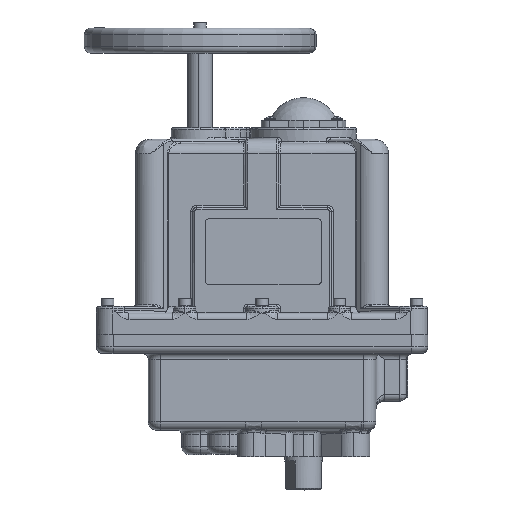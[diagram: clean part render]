
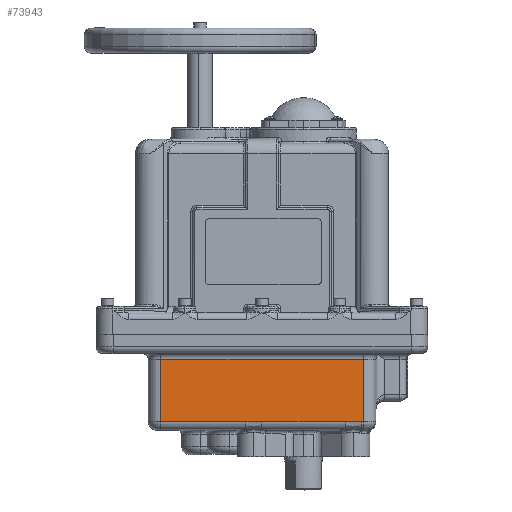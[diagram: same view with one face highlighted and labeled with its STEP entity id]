
A CAD part, top view. The second image highlights one B-rep face of the part: STEP entity #73943.
In plain terms, the highlighted planar face has unit normal (0, 0, 1).
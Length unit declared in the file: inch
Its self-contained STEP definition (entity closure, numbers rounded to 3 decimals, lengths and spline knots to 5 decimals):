
#561 = CARTESIAN_POINT ( 'NONE',  ( 1.45961, 1.05493, 2.187 ) ) ;
#1107 = CARTESIAN_POINT ( 'NONE',  ( 1.66201, 1.0607, 2.187 ) ) ;
#1563 = B_SPLINE_CURVE_WITH_KNOTS ( 'NONE', 3,
 ( #54146, #67708, #23789, #19402, #561, #11577, #23498, #1107, #19956, #32519 ),
 .UNSPECIFIED., .F., .F.,
 ( 4, 2, 2, 2, 4 ),
 ( 0., 0.00309, 0.00618, 0.00927, 0.01236 ),
 .UNSPECIFIED. ) ;
#1891 = VERTEX_POINT ( 'NONE', #81193 ) ;
#2000 = LINE ( 'NONE', #63337, #50556 ) ;
#2890 = DIRECTION ( 'NONE',  ( 0., 0., 1. ) ) ;
#7283 = DIRECTION ( 'NONE',  ( -1., 0., 0. ) ) ;
#7993 = DIRECTION ( 'NONE',  ( 0., 1., 0. ) ) ;
#11574 = CARTESIAN_POINT ( 'NONE',  ( -1.33799, 1.0607, 2.187 ) ) ;
#11577 = CARTESIAN_POINT ( 'NONE',  ( 1.54063, 1.05493, 2.187 ) ) ;
#13067 = CARTESIAN_POINT ( 'NONE',  ( -4.312, 2.9375, 2.187 ) ) ;
#13399 = CARTESIAN_POINT ( 'NONE',  ( -1.74296, 1.063, 2.187 ) ) ;
#17748 = ORIENTED_EDGE ( 'NONE', *, *, #23547, .T. ) ;
#18143 = DIRECTION ( 'NONE',  ( 1., 0., 0. ) ) ;
#19402 = CARTESIAN_POINT ( 'NONE',  ( 1.41907, 1.0566, 2.187 ) ) ;
#19956 = CARTESIAN_POINT ( 'NONE',  ( 1.70245, 1.063, 2.187 ) ) ;
#21091 = CARTESIAN_POINT ( 'NONE',  ( 1.812, 1.063, 2.187 ) ) ;
#22531 = LINE ( 'NONE', #70123, #37459 ) ;
#22935 = EDGE_CURVE ( 'NONE', #32576, #62320, #70217, .T. ) ;
#23294 = EDGE_CURVE ( 'NONE', #56142, #32576, #1563, .T. ) ;
#23498 = CARTESIAN_POINT ( 'NONE',  ( 1.5811, 1.05661, 2.187 ) ) ;
#23508 = FACE_OUTER_BOUND ( 'NONE', #67691, .T. ) ;
#23547 = EDGE_CURVE ( 'NONE', #1891, #56142, #2000, .T. ) ;
#23789 = CARTESIAN_POINT ( 'NONE',  ( 1.33809, 1.0607, 2.187 ) ) ;
#23985 = DIRECTION ( 'NONE',  ( 0., 1., 0. ) ) ;
#24057 = EDGE_CURVE ( 'NONE', #79679, #1891, #37757, .T. ) ;
#24325 = EDGE_CURVE ( 'NONE', #41102, #79679, #45535, .T. ) ;
#26065 = CARTESIAN_POINT ( 'NONE',  ( -1.25704, 1.063, 2.187 ) ) ;
#26794 = CARTESIAN_POINT ( 'NONE',  ( -1.29755, 1.063, 2.187 ) ) ;
#26864 = CARTESIAN_POINT ( 'NONE',  ( -1.4189, 1.05661, 2.187 ) ) ;
#27145 = CARTESIAN_POINT ( 'NONE',  ( -1.45937, 1.05493, 2.187 ) ) ;
#27524 = ORIENTED_EDGE ( 'NONE', *, *, #54270, .T. ) ;
#29074 = CARTESIAN_POINT ( 'NONE',  ( -1.54039, 1.05493, 2.187 ) ) ;
#29340 = CARTESIAN_POINT ( 'NONE',  ( -1.58093, 1.0566, 2.187 ) ) ;
#29612 = CARTESIAN_POINT ( 'NONE',  ( -1.66191, 1.0607, 2.187 ) ) ;
#30175 = CARTESIAN_POINT ( 'NONE',  ( -1.74296, 1.063, 2.187 ) ) ;
#32243 = CARTESIAN_POINT ( 'NONE',  ( -4.312, 1.063, 2.187 ) ) ;
#32519 = CARTESIAN_POINT ( 'NONE',  ( 1.74296, 1.063, 2.187 ) ) ;
#32576 = VERTEX_POINT ( 'NONE', #63194 ) ;
#34579 = CARTESIAN_POINT ( 'NONE',  ( -4.312, 0.813, 2.187 ) ) ;
#36543 = EDGE_CURVE ( 'NONE', #50582, #59524, #22531, .T. ) ;
#37089 = ORIENTED_EDGE ( 'NONE', *, *, #22935, .T. ) ;
#37459 = VECTOR ( 'NONE', #7283, 39.37008 ) ;
#37462 = PLANE ( 'NONE',  #37941 ) ;
#37757 = B_SPLINE_CURVE_WITH_KNOTS ( 'NONE', 3,
 ( #30175, #40350, #29612, #29340, #29074, #27145, #26864, #11574, #26794, #26065 ),
 .UNSPECIFIED., .F., .F.,
 ( 4, 2, 2, 2, 4 ),
 ( 0., 0.00309, 0.00618, 0.00927, 0.01236 ),
 .UNSPECIFIED. ) ;
#37941 = AXIS2_PLACEMENT_3D ( 'NONE', #34579, #2890, #47236 ) ;
#39121 = CARTESIAN_POINT ( 'NONE',  ( 1.812, 1.063, 2.187 ) ) ;
#39687 = CARTESIAN_POINT ( 'NONE',  ( 1.812, 0.813, 2.187 ) ) ;
#40350 = CARTESIAN_POINT ( 'NONE',  ( -1.70241, 1.063, 2.187 ) ) ;
#40737 = ORIENTED_EDGE ( 'NONE', *, *, #36543, .T. ) ;
#41102 = VERTEX_POINT ( 'NONE', #32243 ) ;
#44585 = CARTESIAN_POINT ( 'NONE',  ( 1.812, 2.9375, 2.187 ) ) ;
#45535 = LINE ( 'NONE', #21091, #62133 ) ;
#47236 = DIRECTION ( 'NONE',  ( 1., 0., 0. ) ) ;
#50217 = VECTOR ( 'NONE', #7993, 39.37008 ) ;
#50556 = VECTOR ( 'NONE', #18143, 39.37008 ) ;
#50582 = VERTEX_POINT ( 'NONE', #44585 ) ;
#53647 = VECTOR ( 'NONE', #71537, 39.37008 ) ;
#54146 = CARTESIAN_POINT ( 'NONE',  ( 1.25704, 1.063, 2.187 ) ) ;
#54270 = EDGE_CURVE ( 'NONE', #62320, #50582, #66802, .T. ) ;
#56142 = VERTEX_POINT ( 'NONE', #61207 ) ;
#58137 = ORIENTED_EDGE ( 'NONE', *, *, #24325, .T. ) ;
#58216 = LINE ( 'NONE', #61632, #76705 ) ;
#58647 = ORIENTED_EDGE ( 'NONE', *, *, #63158, .F. ) ;
#59524 = VERTEX_POINT ( 'NONE', #13067 ) ;
#60813 = ORIENTED_EDGE ( 'NONE', *, *, #23294, .T. ) ;
#61207 = CARTESIAN_POINT ( 'NONE',  ( 1.25704, 1.063, 2.187 ) ) ;
#61632 = CARTESIAN_POINT ( 'NONE',  ( -4.312, 0.813, 2.187 ) ) ;
#62133 = VECTOR ( 'NONE', #73217, 39.37008 ) ;
#62320 = VERTEX_POINT ( 'NONE', #39121 ) ;
#63158 = EDGE_CURVE ( 'NONE', #41102, #59524, #58216, .T. ) ;
#63194 = CARTESIAN_POINT ( 'NONE',  ( 1.74296, 1.063, 2.187 ) ) ;
#63337 = CARTESIAN_POINT ( 'NONE',  ( 1.812, 1.063, 2.187 ) ) ;
#66802 = LINE ( 'NONE', #39687, #50217 ) ;
#67691 = EDGE_LOOP ( 'NONE', ( #58647, #58137, #75479, #17748, #60813, #37089, #27524, #40737 ) ) ;
#67708 = CARTESIAN_POINT ( 'NONE',  ( 1.29759, 1.063, 2.187 ) ) ;
#70123 = CARTESIAN_POINT ( 'NONE',  ( -4.312, 2.9375, 2.187 ) ) ;
#70217 = LINE ( 'NONE', #81448, #53647 ) ;
#71537 = DIRECTION ( 'NONE',  ( 1., 0., 0. ) ) ;
#73217 = DIRECTION ( 'NONE',  ( 1., 0., 0. ) ) ;
#73943 = ADVANCED_FACE ( 'NONE', ( #23508 ), #37462, .T. ) ;
#75479 = ORIENTED_EDGE ( 'NONE', *, *, #24057, .T. ) ;
#76705 = VECTOR ( 'NONE', #23985, 39.37008 ) ;
#79679 = VERTEX_POINT ( 'NONE', #13399 ) ;
#81193 = CARTESIAN_POINT ( 'NONE',  ( -1.25704, 1.063, 2.187 ) ) ;
#81448 = CARTESIAN_POINT ( 'NONE',  ( 1.812, 1.063, 2.187 ) ) ;
